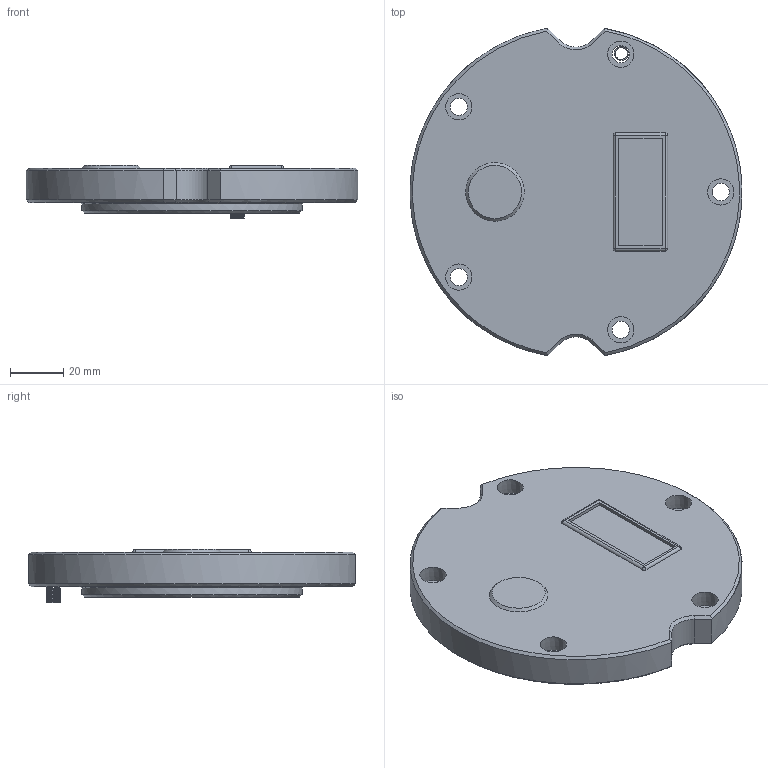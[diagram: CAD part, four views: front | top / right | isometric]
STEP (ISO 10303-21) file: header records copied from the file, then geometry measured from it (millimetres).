
FILE_DESCRIPTION(/* description */ ('Unknown'),/* implementation_level */ '2;1');
FILE_NAME(/* name */ 'OF.61090-001',/* time_stamp */ '2023-07-27T12:07:35+02:00',/* author */ ('Unknown'),/* organization */ ('Unknown'),/* preprocessor_version */ 'ST-DEVELOPER v18.102',/* originating_system */ 'Solid Edge',/* authorisation */ 'Unknown');
FILE_SCHEMA (('AUTOMOTIVE_DESIGN {1 0 10303 214 3 1 1}'));
Length unit declared in the file: millimetre
Products named in the file (3): 557_AFR60; None_1; None_2
Assembly tree (2 placements, depth 2):
  557_AFR60
    None_1
    None_2
Bounding box: 124.9 x 123.19 x 20.03 mm (x, y, z)
Volume: 108484.3 mm3; surface area: 41325.4 mm2
Topology: 12 solids, 12 shells, 358 faces, 867 edges, 516 vertices
Faces by surface type: torus 108, cylinder 90, cone 69, plane 68, bspline 15, sphere 8
Full cylindrical faces by diameter (mm): 5.197 x11, 6.5 x5, 30 x1, 78 x1, 83 x1
Entity records: 12729 total; most frequent: CARTESIAN_POINT 5234, ORIENTED_EDGE 1710, DIRECTION 1186, EDGE_CURVE 855, VERTEX_POINT 516, B_SPLINE_CURVE_WITH_KNOTS 477, AXIS2_PLACEMENT_3D 462, EDGE_LOOP 385
